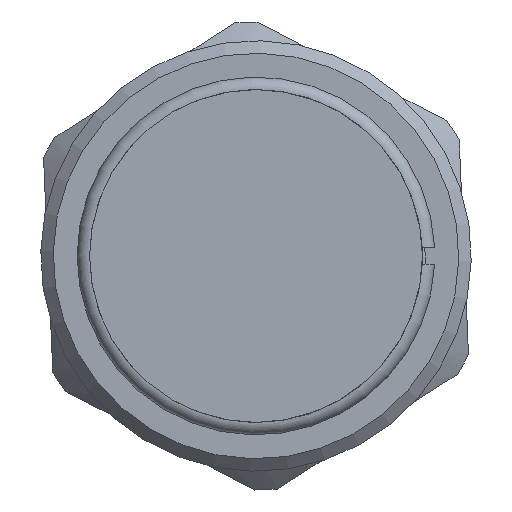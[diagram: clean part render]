
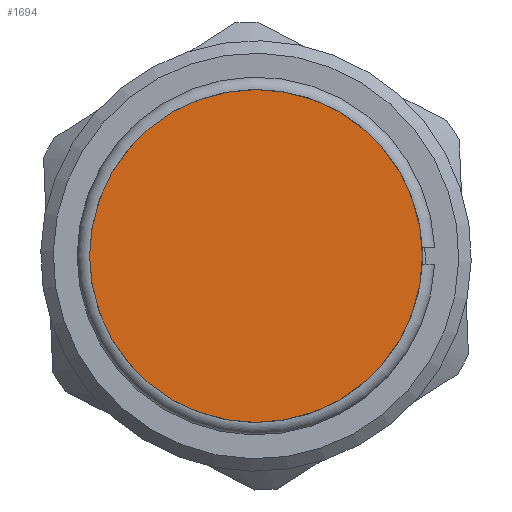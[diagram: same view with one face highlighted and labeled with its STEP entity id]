
A CAD part, left-side view. The second image highlights one B-rep face of the part: STEP entity #1694.
In plain terms, the highlighted planar face has unit normal (-1, 0, 0).
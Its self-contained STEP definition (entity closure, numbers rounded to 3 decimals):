
#1678=CARTESIAN_POINT('',(0.,3.525,0.0));
#1679=DIRECTION('',(-1.0,0.0,0.0));
#1680=DIRECTION('',(0.0,0.0,1.0));
#1681=AXIS2_PLACEMENT_3D('',#1678,#1679,#1680);
#1682=PLANE('',#1681);
#1683=CARTESIAN_POINT('',(0.,4.0,0.0));
#1684=VERTEX_POINT('',#1683);
#1685=CARTESIAN_POINT('',(0.0,0.0,0.0));
#1686=DIRECTION('',(1.0,0.0,0.0));
#1687=DIRECTION('',(0.0,1.0,0.0));
#1688=AXIS2_PLACEMENT_3D('',#1685,#1686,#1687);
#1689=CIRCLE('',#1688,4.0);
#1690=EDGE_CURVE('',#1684,#1684,#1689,.T.);
#1691=ORIENTED_EDGE('',*,*,#1690,.F.);
#1692=EDGE_LOOP('',(#1691));
#1693=FACE_OUTER_BOUND('',#1692,.T.);
#1694=ADVANCED_FACE('',(#1693),#1682,.T.);
